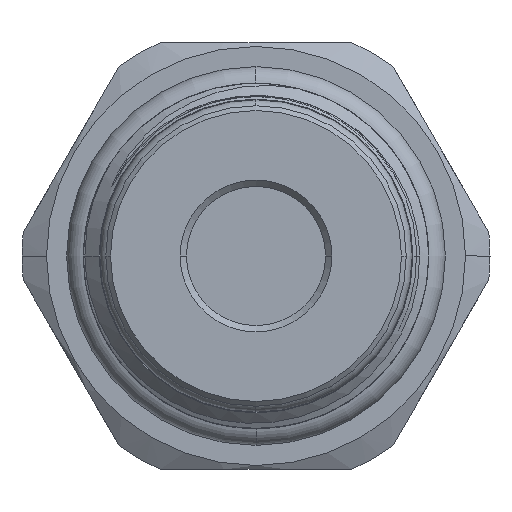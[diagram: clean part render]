
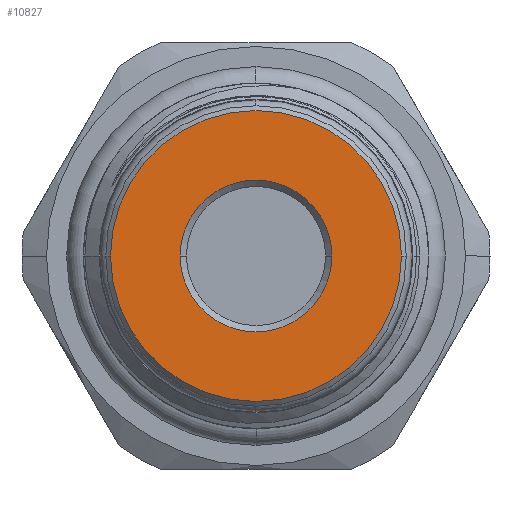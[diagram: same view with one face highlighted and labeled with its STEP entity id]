
A CAD part, left-side view. The second image highlights one B-rep face of the part: STEP entity #10827.
In plain terms, the highlighted planar face has unit normal (-1, 0, 0).
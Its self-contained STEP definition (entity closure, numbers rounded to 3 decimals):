
#339 = ORIENTED_EDGE ( 'NONE', *, *, #8291, .T. ) ;
#340 = EDGE_LOOP ( 'NONE', ( #339, #3189 ) ) ;
#1072 = DIRECTION ( 'NONE',  ( 0., 1., 0. ) ) ;
#1162 = EDGE_LOOP ( 'NONE', ( #2522, #2033 ) ) ;
#1576 = VERTEX_POINT ( 'NONE', #2195 ) ;
#1816 = CARTESIAN_POINT ( 'NONE',  ( -33.45, -4.8, 0. ) ) ;
#2033 = ORIENTED_EDGE ( 'NONE', *, *, #8607, .T. ) ;
#2195 = CARTESIAN_POINT ( 'NONE',  ( -33.45, 9.2, 0. ) ) ;
#2444 = CARTESIAN_POINT ( 'NONE',  ( -33.45, 0., 0. ) ) ;
#2522 = ORIENTED_EDGE ( 'NONE', *, *, #10661, .T. ) ;
#2688 = CARTESIAN_POINT ( 'NONE',  ( -33.45, 0., 0. ) ) ;
#2811 = EDGE_CURVE ( 'NONE', #7776, #7412, #4259, .T. ) ;
#3189 = ORIENTED_EDGE ( 'NONE', *, *, #2811, .T. ) ;
#3455 = DIRECTION ( 'NONE',  ( 0., 1., 0. ) ) ;
#3500 = DIRECTION ( 'NONE',  ( -1., 0., 0. ) ) ;
#4259 = CIRCLE ( 'NONE', #5973, 4.8 ) ;
#5002 = CIRCLE ( 'NONE', #7846, 4.8 ) ;
#5973 = AXIS2_PLACEMENT_3D ( 'NONE', #11445, #7855, #6917 ) ;
#6213 = FACE_BOUND ( 'NONE', #340, .T. ) ;
#6773 = DIRECTION ( 'NONE',  ( 0., 1., 0. ) ) ;
#6917 = DIRECTION ( 'NONE',  ( 0., 1., 0. ) ) ;
#7412 = VERTEX_POINT ( 'NONE', #1816 ) ;
#7486 = CIRCLE ( 'NONE', #11083, 9.2 ) ;
#7538 = CARTESIAN_POINT ( 'NONE',  ( -33.45, -9.2, 0. ) ) ;
#7776 = VERTEX_POINT ( 'NONE', #12623 ) ;
#7846 = AXIS2_PLACEMENT_3D ( 'NONE', #12847, #13022, #6773 ) ;
#7855 = DIRECTION ( 'NONE',  ( 1., 0., 0. ) ) ;
#8291 = EDGE_CURVE ( 'NONE', #7412, #7776, #5002, .T. ) ;
#8607 = EDGE_CURVE ( 'NONE', #11423, #1576, #7486, .T. ) ;
#9880 = AXIS2_PLACEMENT_3D ( 'NONE', #10335, #11188, #1072 ) ;
#10335 = CARTESIAN_POINT ( 'NONE',  ( -33.45, 0., 0. ) ) ;
#10510 = AXIS2_PLACEMENT_3D ( 'NONE', #2688, #10648, #10597 ) ;
#10597 = DIRECTION ( 'NONE',  ( 0., 1., 0. ) ) ;
#10648 = DIRECTION ( 'NONE',  ( 1., 0., 0. ) ) ;
#10661 = EDGE_CURVE ( 'NONE', #1576, #11423, #11113, .T. ) ;
#10827 = ADVANCED_FACE ( 'NONE', ( #6213, #10974 ), #11580, .F. ) ;
#10974 = FACE_OUTER_BOUND ( 'NONE', #1162, .T. ) ;
#11083 = AXIS2_PLACEMENT_3D ( 'NONE', #2444, #3500, #3455 ) ;
#11113 = CIRCLE ( 'NONE', #9880, 9.2 ) ;
#11188 = DIRECTION ( 'NONE',  ( -1., 0., 0. ) ) ;
#11423 = VERTEX_POINT ( 'NONE', #7538 ) ;
#11445 = CARTESIAN_POINT ( 'NONE',  ( -33.45, 0., 0. ) ) ;
#11580 = PLANE ( 'NONE',  #10510 ) ;
#12623 = CARTESIAN_POINT ( 'NONE',  ( -33.45, 4.8, 0. ) ) ;
#12847 = CARTESIAN_POINT ( 'NONE',  ( -33.45, 0., 0. ) ) ;
#13022 = DIRECTION ( 'NONE',  ( 1., 0., 0. ) ) ;
